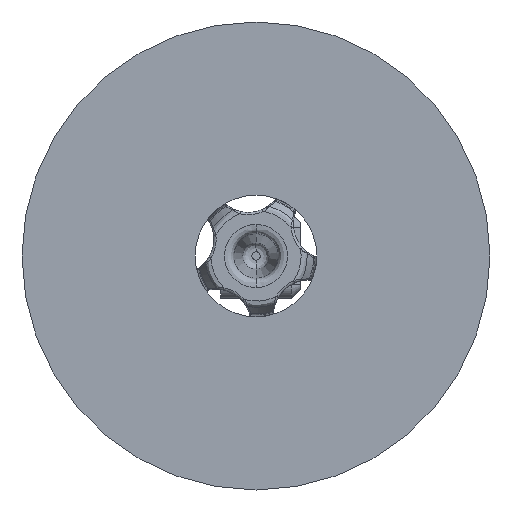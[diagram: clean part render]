
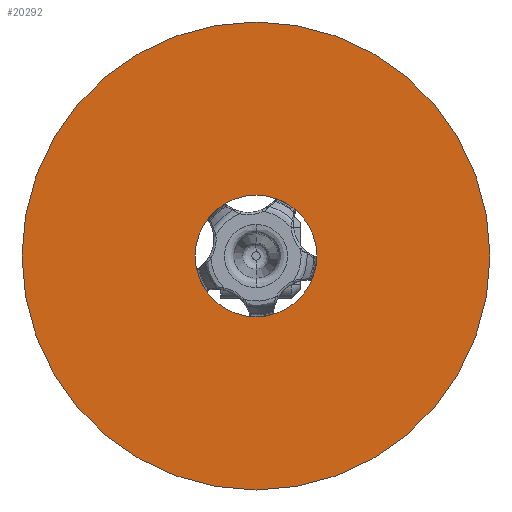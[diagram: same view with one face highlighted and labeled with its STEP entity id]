
A CAD part, front view. The second image highlights one B-rep face of the part: STEP entity #20292.
In plain terms, the highlighted planar face has unit normal (0, -1, 0).
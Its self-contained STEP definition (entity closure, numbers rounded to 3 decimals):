
#765 = DIRECTION ( 'NONE',  ( 1., 0., 0. ) ) ;
#1183 = FACE_BOUND ( 'NONE', #10660, .T. ) ;
#2336 = AXIS2_PLACEMENT_3D ( 'NONE', #17402, #26586, #15313 ) ;
#2523 = DIRECTION ( 'NONE',  ( 0., 1., 0. ) ) ;
#2895 = EDGE_CURVE ( 'NONE', #14007, #4054, #6695, .T. ) ;
#3021 = ORIENTED_EDGE ( 'NONE', *, *, #2895, .F. ) ;
#4054 = VERTEX_POINT ( 'NONE', #23842 ) ;
#5805 = PLANE ( 'NONE',  #2336 ) ;
#6221 = EDGE_CURVE ( 'NONE', #4054, #14007, #9979, .T. ) ;
#6695 = CIRCLE ( 'NONE', #13351, 100. ) ;
#6805 = CARTESIAN_POINT ( 'NONE',  ( 0., -91., 0. ) ) ;
#7444 = FACE_OUTER_BOUND ( 'NONE', #9851, .T. ) ;
#8337 = CARTESIAN_POINT ( 'NONE',  ( 26., -91., 0. ) ) ;
#9403 = CARTESIAN_POINT ( 'NONE',  ( 0., -91., 0. ) ) ;
#9851 = EDGE_LOOP ( 'NONE', ( #3021, #25635 ) ) ;
#9979 = CIRCLE ( 'NONE', #11402, 100. ) ;
#10011 = DIRECTION ( 'NONE',  ( 0., 1., 0. ) ) ;
#10660 = EDGE_LOOP ( 'NONE', ( #23262, #17128 ) ) ;
#10945 = EDGE_CURVE ( 'NONE', #17706, #18834, #18799, .T. ) ;
#11402 = AXIS2_PLACEMENT_3D ( 'NONE', #18878, #2523, #13979 ) ;
#13351 = AXIS2_PLACEMENT_3D ( 'NONE', #6805, #13503, #22565 ) ;
#13503 = DIRECTION ( 'NONE',  ( 0., 1., 0. ) ) ;
#13979 = DIRECTION ( 'NONE',  ( 1., 0., 0. ) ) ;
#14007 = VERTEX_POINT ( 'NONE', #14318 ) ;
#14015 = DIRECTION ( 'NONE',  ( 0., 1., 0. ) ) ;
#14016 = EDGE_CURVE ( 'NONE', #18834, #17706, #27343, .T. ) ;
#14318 = CARTESIAN_POINT ( 'NONE',  ( -100., -91., 0. ) ) ;
#15313 = DIRECTION ( 'NONE',  ( 1., 0., 0. ) ) ;
#16550 = DIRECTION ( 'NONE',  ( 1., 0., 0. ) ) ;
#17128 = ORIENTED_EDGE ( 'NONE', *, *, #10945, .T. ) ;
#17402 = CARTESIAN_POINT ( 'NONE',  ( 0., -91., 0. ) ) ;
#17706 = VERTEX_POINT ( 'NONE', #8337 ) ;
#18799 = CIRCLE ( 'NONE', #26843, 26. ) ;
#18834 = VERTEX_POINT ( 'NONE', #19105 ) ;
#18878 = CARTESIAN_POINT ( 'NONE',  ( 0., -91., 0. ) ) ;
#19105 = CARTESIAN_POINT ( 'NONE',  ( -26., -91., 0. ) ) ;
#20292 = ADVANCED_FACE ( 'NONE', ( #7444, #1183 ), #5805, .T. ) ;
#22149 = AXIS2_PLACEMENT_3D ( 'NONE', #9403, #14015, #765 ) ;
#22565 = DIRECTION ( 'NONE',  ( 1., 0., 0. ) ) ;
#23262 = ORIENTED_EDGE ( 'NONE', *, *, #14016, .T. ) ;
#23842 = CARTESIAN_POINT ( 'NONE',  ( 100., -91., 0. ) ) ;
#25635 = ORIENTED_EDGE ( 'NONE', *, *, #6221, .F. ) ;
#26586 = DIRECTION ( 'NONE',  ( 0., -1., 0. ) ) ;
#26843 = AXIS2_PLACEMENT_3D ( 'NONE', #27966, #10011, #16550 ) ;
#27343 = CIRCLE ( 'NONE', #22149, 26. ) ;
#27966 = CARTESIAN_POINT ( 'NONE',  ( 0., -91., 0. ) ) ;
